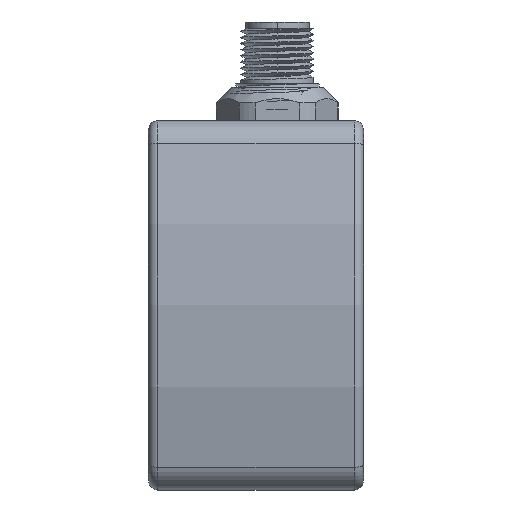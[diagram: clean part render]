
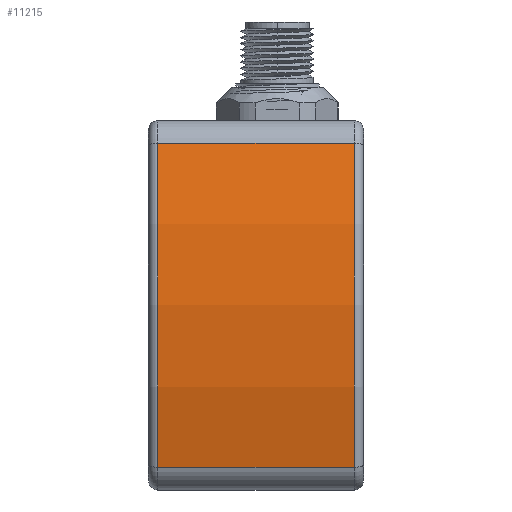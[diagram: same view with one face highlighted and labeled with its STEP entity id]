
A CAD part, left-side view. The second image highlights one B-rep face of the part: STEP entity #11215.
In plain terms, the highlighted cylindrical face has radius 100 mm (diameter 200 mm), a partial arc.
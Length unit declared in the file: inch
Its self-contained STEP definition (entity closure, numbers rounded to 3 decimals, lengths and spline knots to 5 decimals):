
#181=DIRECTION('',(0.,1.,0.));
#182=VECTOR('',#181,1.25709);
#183=CARTESIAN_POINT('',(-6.31792,0.05906,1.03605));
#184=LINE('',#183,#182);
#199=CARTESIAN_POINT('',(-2.51969,1.31614,0.));
#200=DIRECTION('',(0.,1.,0.));
#201=DIRECTION('',(-0.965,0.,-0.263));
#202=AXIS2_PLACEMENT_3D('',#199,#200,#201);
#204=CARTESIAN_POINT('',(-2.51969,0.05906,0.));
#205=DIRECTION('',(0.,-1.,0.));
#206=DIRECTION('',(-0.965,0.,0.263));
#207=AXIS2_PLACEMENT_3D('',#204,#205,#206);
#218=DIRECTION('',(0.,-1.,0.));
#219=VECTOR('',#218,1.25709);
#220=CARTESIAN_POINT('',(-6.31792,1.31614,-1.03605));
#221=LINE('',#220,#219);
#9778=CARTESIAN_POINT('',(-6.31792,0.05906,
1.03605));
#9780=VERTEX_POINT('',#9778);
#9783=CARTESIAN_POINT('',(-6.31792,0.05906,
-1.03605));
#9784=VERTEX_POINT('',#9783);
#10291=CARTESIAN_POINT('',(-6.31792,1.31614,
1.03605));
#10293=VERTEX_POINT('',#10291);
#10317=CARTESIAN_POINT('',(-6.31792,1.31614,
-1.03605));
#10318=VERTEX_POINT('',#10317);
#11202=CARTESIAN_POINT('',(-2.51969,0.,0.));
#11203=DIRECTION('',(0.,1.,0.));
#11204=DIRECTION('',(1.,0.,0.));
#11205=AXIS2_PLACEMENT_3D('',#11202,#11203,#11204);
#11206=CYLINDRICAL_SURFACE('',#11205,3.93701);
#11208=ORIENTED_EDGE('',*,*,#11207,.F.);
#11210=ORIENTED_EDGE('',*,*,#11209,.T.);
#11211=ORIENTED_EDGE('',*,*,#11193,.F.);
#11212=ORIENTED_EDGE('',*,*,#11058,.T.);
#11213=EDGE_LOOP('',(#11208,#11210,#11211,#11212));
#11214=FACE_OUTER_BOUND('',#11213,.F.);
#11215=ADVANCED_FACE('',(#11214),#11206,.T.);
#203=CIRCLE('',#202,3.93701);
#208=CIRCLE('',#207,3.93701);
#11058=EDGE_CURVE('',#9780,#9784,#208,.T.);
#11193=EDGE_CURVE('',#9780,#10293,#184,.T.);
#11207=EDGE_CURVE('',#10318,#9784,#221,.T.);
#11209=EDGE_CURVE('',#10318,#10293,#203,.T.);
